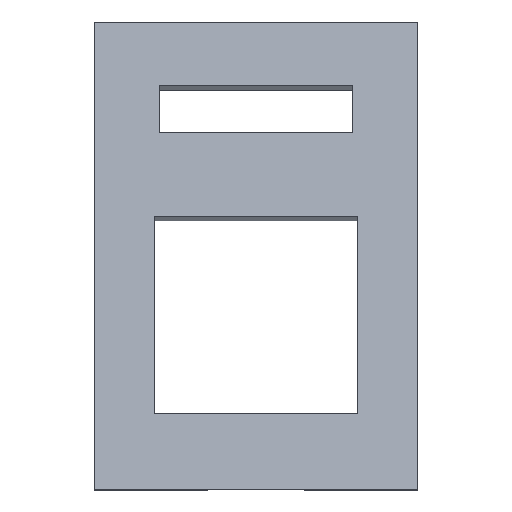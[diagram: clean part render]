
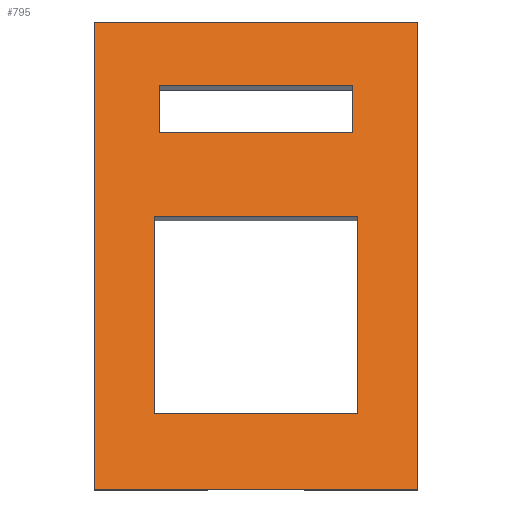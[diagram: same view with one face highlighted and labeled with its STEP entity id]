
A CAD part, top view. The second image highlights one B-rep face of the part: STEP entity #795.
In plain terms, the highlighted planar face has unit normal (0, 0.259, 0.966).
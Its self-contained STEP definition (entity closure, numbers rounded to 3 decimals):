
#10 = VERTEX_POINT ( 'NONE', #14 ) ;
#14 = CARTESIAN_POINT ( 'NONE',  ( -50., 144.889, 0. ) ) ;
#24 = ORIENTED_EDGE ( 'NONE', *, *, #384, .F. ) ;
#36 = EDGE_CURVE ( 'NONE', #1080, #617, #1239, .T. ) ;
#38 = VERTEX_POINT ( 'NONE', #1402 ) ;
#45 = CARTESIAN_POINT ( 'NONE',  ( 50., 0., 38.823 ) ) ;
#93 = CARTESIAN_POINT ( 'NONE',  ( -30., 125.087, 5.306 ) ) ;
#134 = VERTEX_POINT ( 'NONE', #218 ) ;
#144 = DIRECTION ( 'NONE',  ( 0., -0.966, 0.259 ) ) ;
#147 = CARTESIAN_POINT ( 'NONE',  ( -50., 144.889, 0. ) ) ;
#209 = ORIENTED_EDGE ( 'NONE', *, *, #340, .T. ) ;
#218 = CARTESIAN_POINT ( 'NONE',  ( 31.541, 23.626, 32.492 ) ) ;
#220 = VECTOR ( 'NONE', #884, 1000. ) ;
#237 = EDGE_CURVE ( 'NONE', #885, #1031, #1350, .T. ) ;
#257 = CARTESIAN_POINT ( 'NONE',  ( -30., 125.087, 5.306 ) ) ;
#277 = EDGE_CURVE ( 'NONE', #885, #10, #669, .T. ) ;
#311 = DIRECTION ( 'NONE',  ( -1., 0., 0. ) ) ;
#325 = DIRECTION ( 'NONE',  ( 0., -0.259, -0.966 ) ) ;
#340 = EDGE_CURVE ( 'NONE', #10, #1462, #1371, .T. ) ;
#364 = EDGE_CURVE ( 'NONE', #1247, #1263, #1405, .T. ) ;
#384 = EDGE_CURVE ( 'NONE', #715, #134, #1102, .T. ) ;
#391 = VECTOR ( 'NONE', #1094, 1000. ) ;
#405 = ORIENTED_EDGE ( 'NONE', *, *, #237, .F. ) ;
#412 = ORIENTED_EDGE ( 'NONE', *, *, #569, .F. ) ;
#414 = VECTOR ( 'NONE', #438, 1000. ) ;
#438 = DIRECTION ( 'NONE',  ( 1., 0., 0. ) ) ;
#446 = DIRECTION ( 'NONE',  ( 0., -0.966, 0.259 ) ) ;
#466 = EDGE_LOOP ( 'NONE', ( #209, #498, #405, #1106 ) ) ;
#467 = EDGE_CURVE ( 'NONE', #134, #1316, #1108, .T. ) ;
#481 = EDGE_CURVE ( 'NONE', #38, #715, #1126, .T. ) ;
#483 = VECTOR ( 'NONE', #1461, 1000. ) ;
#498 = ORIENTED_EDGE ( 'NONE', *, *, #832, .F. ) ;
#517 = CARTESIAN_POINT ( 'NONE',  ( 30., 110.599, 9.188 ) ) ;
#526 = CARTESIAN_POINT ( 'NONE',  ( -31.541, 23.626, 32.492 ) ) ;
#540 = ORIENTED_EDGE ( 'NONE', *, *, #467, .F. ) ;
#541 = CARTESIAN_POINT ( 'NONE',  ( 50., 0., 38.823 ) ) ;
#569 = EDGE_CURVE ( 'NONE', #1316, #38, #589, .T. ) ;
#583 = VECTOR ( 'NONE', #311, 1000. ) ;
#589 = LINE ( 'NONE', #926, #1356 ) ;
#591 = ORIENTED_EDGE ( 'NONE', *, *, #713, .F. ) ;
#615 = CARTESIAN_POINT ( 'NONE',  ( 30., 125.087, 5.306 ) ) ;
#617 = VERTEX_POINT ( 'NONE', #1145 ) ;
#626 = CARTESIAN_POINT ( 'NONE',  ( -31.541, 23.626, 32.492 ) ) ;
#633 = AXIS2_PLACEMENT_3D ( 'NONE', #987, #325, #1220 ) ;
#661 = VECTOR ( 'NONE', #1010, 1000. ) ;
#669 = LINE ( 'NONE', #1125, #661 ) ;
#713 = EDGE_CURVE ( 'NONE', #1263, #1080, #1195, .T. ) ;
#715 = VERTEX_POINT ( 'NONE', #626 ) ;
#749 = VECTOR ( 'NONE', #446, 1000. ) ;
#757 = FACE_OUTER_BOUND ( 'NONE', #466, .T. ) ;
#783 = CARTESIAN_POINT ( 'NONE',  ( 31.541, 84.558, 16.166 ) ) ;
#795 = ADVANCED_FACE ( 'NONE', ( #1363, #1003, #757 ), #883, .F. ) ;
#803 = DIRECTION ( 'NONE',  ( 0., -0.966, 0.259 ) ) ;
#824 = VECTOR ( 'NONE', #144, 1000. ) ;
#832 = EDGE_CURVE ( 'NONE', #1031, #1462, #888, .T. ) ;
#840 = LINE ( 'NONE', #257, #824 ) ;
#883 = PLANE ( 'NONE',  #633 ) ;
#884 = DIRECTION ( 'NONE',  ( 1., 0., 0. ) ) ;
#885 = VERTEX_POINT ( 'NONE', #937 ) ;
#888 = LINE ( 'NONE', #541, #583 ) ;
#893 = DIRECTION ( 'NONE',  ( -1., 0., 0. ) ) ;
#923 = CARTESIAN_POINT ( 'NONE',  ( -30., 110.599, 9.188 ) ) ;
#926 = CARTESIAN_POINT ( 'NONE',  ( -31.541, 84.558, 16.166 ) ) ;
#935 = CARTESIAN_POINT ( 'NONE',  ( 31.541, 84.558, 16.166 ) ) ;
#937 = CARTESIAN_POINT ( 'NONE',  ( 50., 144.889, 0. ) ) ;
#987 = CARTESIAN_POINT ( 'NONE',  ( 50., 144.889, 0. ) ) ;
#989 = CARTESIAN_POINT ( 'NONE',  ( -50., 0., 38.823 ) ) ;
#1003 = FACE_BOUND ( 'NONE', #1231, .T. ) ;
#1010 = DIRECTION ( 'NONE',  ( -1., 0., 0. ) ) ;
#1014 = ORIENTED_EDGE ( 'NONE', *, *, #1095, .F. ) ;
#1031 = VERTEX_POINT ( 'NONE', #45 ) ;
#1080 = VERTEX_POINT ( 'NONE', #1321 ) ;
#1094 = DIRECTION ( 'NONE',  ( 0., 0.966, -0.259 ) ) ;
#1095 = EDGE_CURVE ( 'NONE', #617, #1247, #840, .T. ) ;
#1102 = LINE ( 'NONE', #526, #220 ) ;
#1106 = ORIENTED_EDGE ( 'NONE', *, *, #277, .T. ) ;
#1108 = LINE ( 'NONE', #783, #483 ) ;
#1120 = CARTESIAN_POINT ( 'NONE',  ( -30., 110.599, 9.188 ) ) ;
#1125 = CARTESIAN_POINT ( 'NONE',  ( 50., 144.889, 0. ) ) ;
#1126 = LINE ( 'NONE', #1251, #749 ) ;
#1133 = DIRECTION ( 'NONE',  ( 0., -0.966, 0.259 ) ) ;
#1143 = VECTOR ( 'NONE', #1133, 1000. ) ;
#1145 = CARTESIAN_POINT ( 'NONE',  ( -30., 125.087, 5.306 ) ) ;
#1148 = ORIENTED_EDGE ( 'NONE', *, *, #481, .F. ) ;
#1149 = ORIENTED_EDGE ( 'NONE', *, *, #36, .F. ) ;
#1151 = CARTESIAN_POINT ( 'NONE',  ( 50., 144.889, 0. ) ) ;
#1158 = DIRECTION ( 'NONE',  ( -1., 0., 0. ) ) ;
#1195 = LINE ( 'NONE', #615, #391 ) ;
#1215 = VECTOR ( 'NONE', #893, 1000. ) ;
#1220 = DIRECTION ( 'NONE',  ( 0., 0.966, -0.259 ) ) ;
#1231 = EDGE_LOOP ( 'NONE', ( #1149, #591, #1436, #1014 ) ) ;
#1239 = LINE ( 'NONE', #93, #1215 ) ;
#1242 = VECTOR ( 'NONE', #803, 1000. ) ;
#1247 = VERTEX_POINT ( 'NONE', #1120 ) ;
#1251 = CARTESIAN_POINT ( 'NONE',  ( -31.541, 84.558, 16.166 ) ) ;
#1263 = VERTEX_POINT ( 'NONE', #517 ) ;
#1299 = EDGE_LOOP ( 'NONE', ( #412, #540, #24, #1148 ) ) ;
#1316 = VERTEX_POINT ( 'NONE', #935 ) ;
#1321 = CARTESIAN_POINT ( 'NONE',  ( 30., 125.087, 5.306 ) ) ;
#1350 = LINE ( 'NONE', #1151, #1143 ) ;
#1356 = VECTOR ( 'NONE', #1158, 1000. ) ;
#1363 = FACE_BOUND ( 'NONE', #1299, .T. ) ;
#1371 = LINE ( 'NONE', #147, #1242 ) ;
#1402 = CARTESIAN_POINT ( 'NONE',  ( -31.541, 84.558, 16.166 ) ) ;
#1405 = LINE ( 'NONE', #923, #414 ) ;
#1436 = ORIENTED_EDGE ( 'NONE', *, *, #364, .F. ) ;
#1461 = DIRECTION ( 'NONE',  ( 0., 0.966, -0.259 ) ) ;
#1462 = VERTEX_POINT ( 'NONE', #989 ) ;
